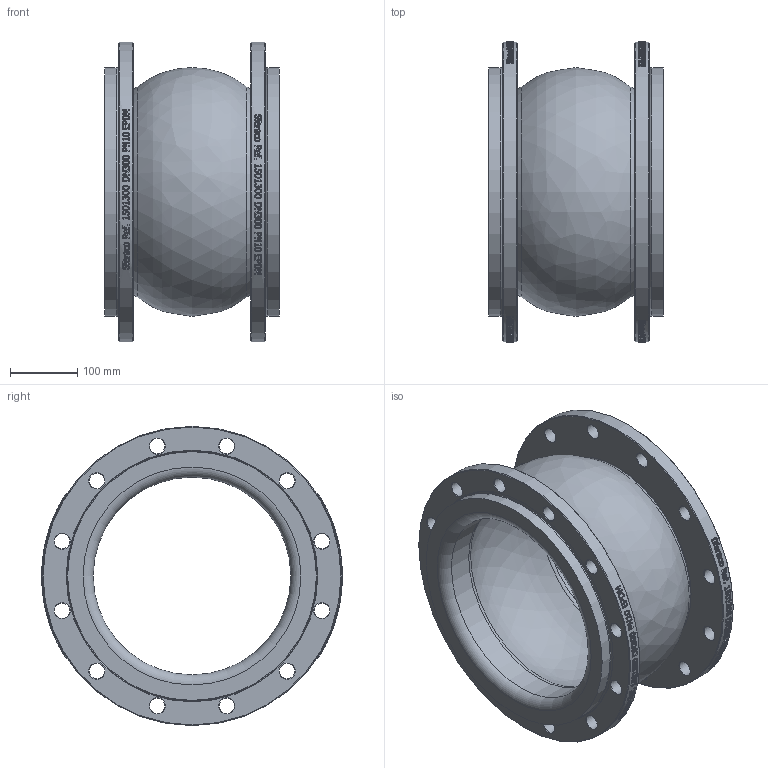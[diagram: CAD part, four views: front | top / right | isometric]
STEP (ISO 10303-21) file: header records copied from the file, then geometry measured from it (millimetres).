
FILE_DESCRIPTION(/* description */ ('1501300'),/* implementation_level */ '2;1');
FILE_NAME(/* name */ '1501300.stp',/* time_stamp */ '2020-02-07T15:16:10+01:00',/* author */ ('crozette'),/* organization */ ('Sferaco'),/* preprocessor_version */ 'ST-DEVELOPER v18',/* originating_system */ 'Autodesk Inventor 2020',/* authorisation */ '');
FILE_SCHEMA (('AUTOMOTIVE_DESIGN { 1 0 10303 214 3 1 1 }'));
Products named in the file (1): 1501300_Ensemble_Shrinkwrap_1
Bounding box: 260 x 447 x 445 mm (x, y, z)
Volume: 7196803.4 mm3; surface area: 1168649.4 mm2
Topology: 3 solids, 3 shells, 2120 faces, 5758 edges, 3834 vertices
Faces by surface type: bspline 1062, plane 768, cylinder 220, cone 58, torus 12
Full cylindrical faces by diameter (mm): 23 x24, 294 x2, 300 x2, 310 x2, 370 x2, 372 x2, 445 x2
Entity records: 95756 total; most frequent: CARTESIAN_POINT 46273, ORIENTED_EDGE 11516, DIRECTION 6756, EDGE_CURVE 5758, VERTEX_POINT 3834, LINE 2638, VECTOR 2638, EDGE_LOOP 2364
